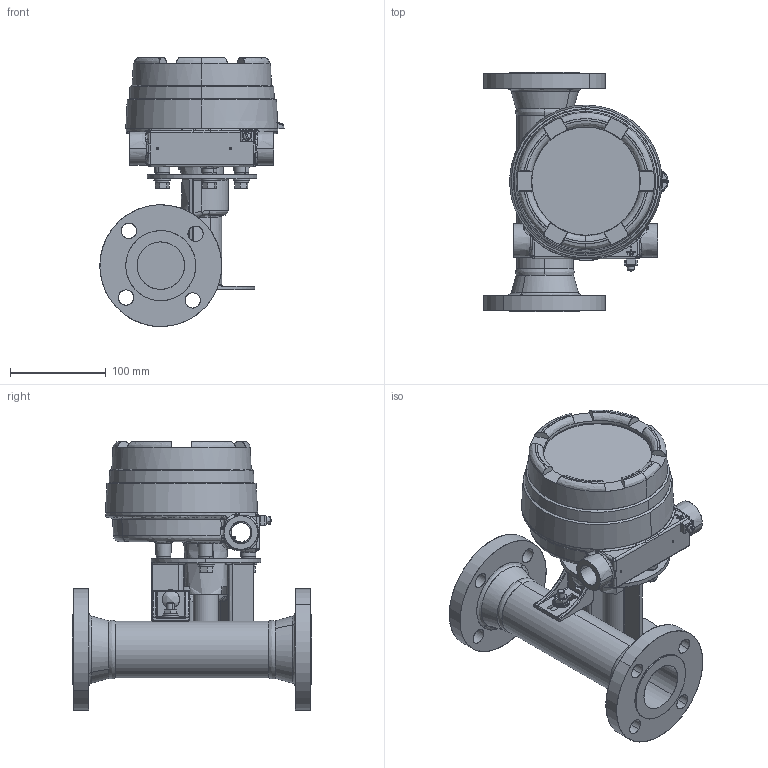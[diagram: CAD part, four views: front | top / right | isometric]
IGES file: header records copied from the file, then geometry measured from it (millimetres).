
Start section: SolidWorks IGES file using analytic representation for surfaces
Global section: file name: 3809G-B-12-F-3-4-0.IGS; native system: SolidWorks 2020; preprocessor: SolidWorks 2020; author: CRaksin; date: 220121.101800; units: inch
Bounding box: 191.99 x 250 x 280.48 mm (x, y, z)
Surface area: 442968.1 mm2 (no closed solid volume)
Topology: 0 solids, 0 shells, 1218 faces, 19588 edges, 19518 vertices
Faces by surface type: revolution 637, bspline 581
